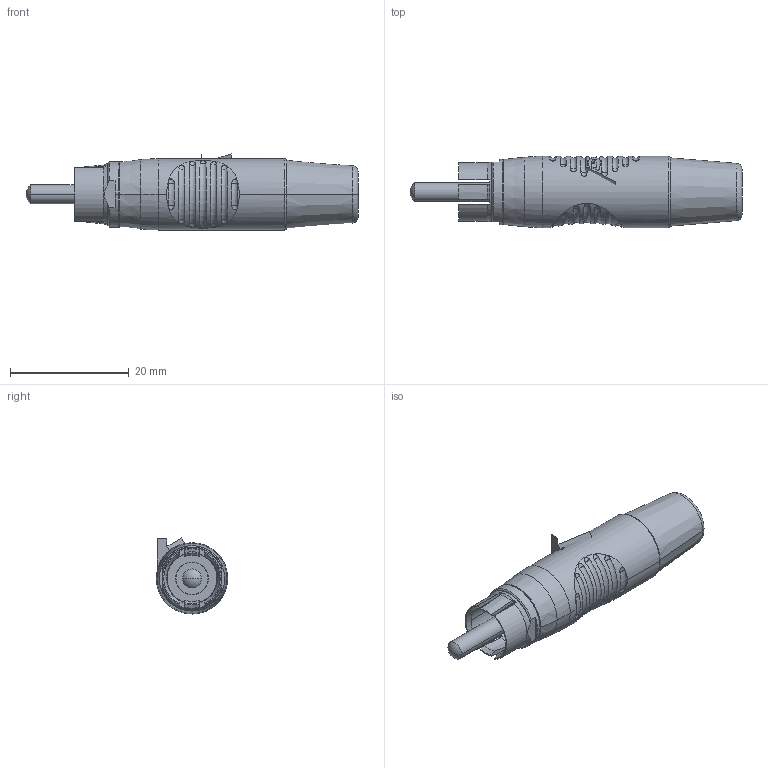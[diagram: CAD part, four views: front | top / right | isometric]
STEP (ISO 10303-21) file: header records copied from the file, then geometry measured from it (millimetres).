
FILE_DESCRIPTION((''),'2;1');
FILE_NAME('RF2C_ASM','2021-04-15T11:24:26',('lwb'),(''),'CREO PARAMETRIC BY PTC INC, 2018050','CREO PARAMETRIC BY PTC INC, 2018050','');
FILE_SCHEMA(('CONFIG_CONTROL_DESIGN'));
Length unit declared in the file: millimetre
Products named in the file (10): 044HOUSING_C_VERSION; 298GROUNGING; 026-PLASTIC; 026GROUNDING_A_VERSION; 061-PIN; SILVER_RCA_PLUG_FINGER_ASM; 077BOOT_A_VERSION; 078CHUCK_B_VERSION; 012PUSH_RING_E_VERSION; RF2C_ASM
Assembly tree (9 placements, depth 3):
  RF2C_ASM
    044HOUSING_C_VERSION
    SILVER_RCA_PLUG_FINGER_ASM
      298GROUNGING
      026-PLASTIC
      026GROUNDING_A_VERSION
      061-PIN
    077BOOT_A_VERSION
    078CHUCK_B_VERSION
    012PUSH_RING_E_VERSION
Bounding box: 55.9 x 12 x 12.8 mm (x, y, z)
Volume: 2887.5 mm3; surface area: 6474.2 mm2
Topology: 8 solids, 12 shells, 454 faces, 1228 edges, 809 vertices
Faces by surface type: plane 190, cylinder 96, cone 77, torus 61, bspline 23, revolution 3, extrusion 2, sphere 2
Entity records: 18659 total; most frequent: CARTESIAN_POINT 7288, ORIENTED_EDGE 2394, DIRECTION 2280, EDGE_CURVE 1224, AXIS2_PLACEMENT_3D 923, VERTEX_POINT 809, EDGE_LOOP 489, CIRCLE 472
